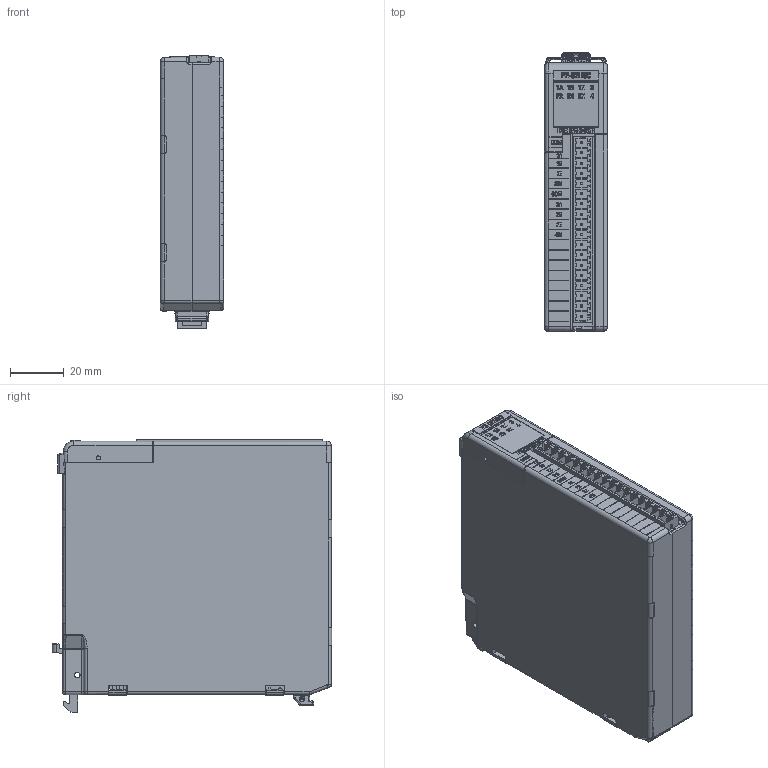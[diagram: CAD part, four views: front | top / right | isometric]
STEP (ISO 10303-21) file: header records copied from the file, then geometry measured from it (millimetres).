
FILE_DESCRIPTION (( 'STEP AP214' ), '1' );
FILE_NAME ('P2-02HSC red 1B 2 comb 2 Coord Bb fXT EXT Comb fXT wc.STEP', '2020-05-20T13:15:59', ( '' ), ( '' ), 'SwSTEP 2.0', 'SolidWorks 2017', '' );
FILE_SCHEMA (( 'AUTOMOTIVE_DESIGN' ));
Length unit declared in the file: inch
Products named in the file (1): P2-02HSC red 1B 2 comb 2 Coord Bb fXT EXT Comb fXT wc
Bounding box: 23.61 x 104.24 x 101.7 mm (x, y, z)
Volume: 198846.9 mm3; surface area: 44198 mm2
Topology: 2 solids, 3 shells, 3076 faces, 8496 edges, 5552 vertices
Faces by surface type: plane 2028, cylinder 483, bspline 459, cone 60, sphere 35, torus 11
Entity records: 125866 total; most frequent: CARTESIAN_POINT 41951, ORIENTED_EDGE 16956, DIRECTION 13069, EDGE_CURVE 8478, LINE 6279, VECTOR 6279, VERTEX_POINT 5552, AXIS2_PLACEMENT_3D 3395
